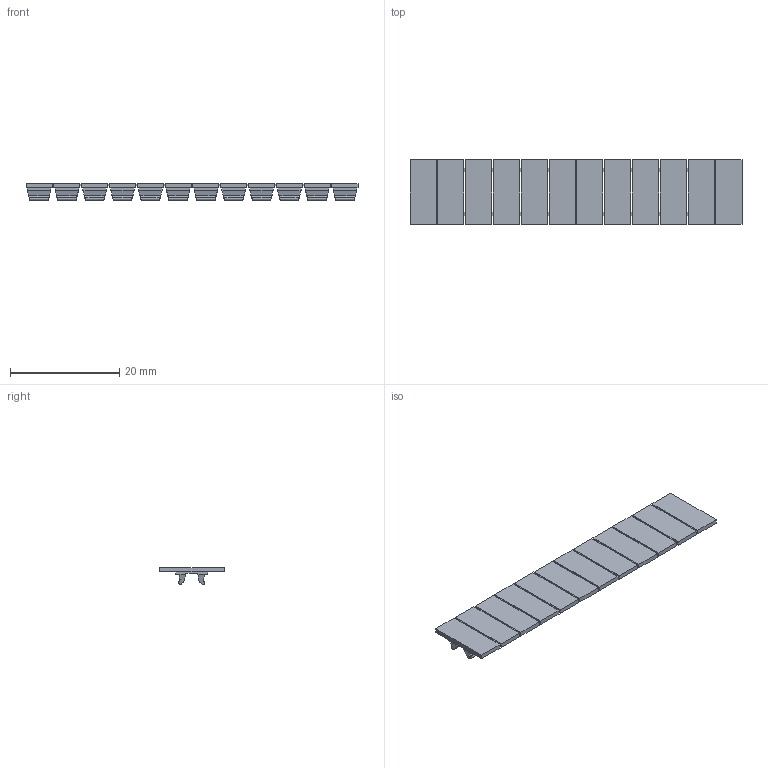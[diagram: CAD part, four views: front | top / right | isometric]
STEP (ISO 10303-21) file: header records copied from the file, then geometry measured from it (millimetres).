
FILE_DESCRIPTION(/* description */ (''),/* implementation_level */ '2;1');
FILE_NAME(/* name */ 'bstr5_12_12.stp',/* time_stamp */ '2012-01-18T09:32:04+01:00',/* author */ (''),/* organization */ (''),/* preprocessor_version */ 'ST-DEVELOPER v11',/* originating_system */ 'SIEMENS UGS NX 6.0',/* authorisation */ '');
FILE_SCHEMA (('CONFIG_CONTROL_DESIGN'));
Length unit declared in the file: millimetre
Products named in the file (1): bstr5_12
Bounding box: 60.9 x 11.9 x 3.1 mm (x, y, z)
Volume: 828.3 mm3; surface area: 2161.7 mm2
Topology: 1 solids, 1 shells, 436 faces, 1152 edges, 752 vertices
Faces by surface type: plane 364, cylinder 36, extrusion 36
Entity records: 14342 total; most frequent: CARTESIAN_POINT 3433, ORIENTED_EDGE 2304, DIRECTION 2038, EDGE_CURVE 1152, VECTOR 1020, LINE 984, VERTEX_POINT 752, AXIS2_PLACEMENT_3D 509
